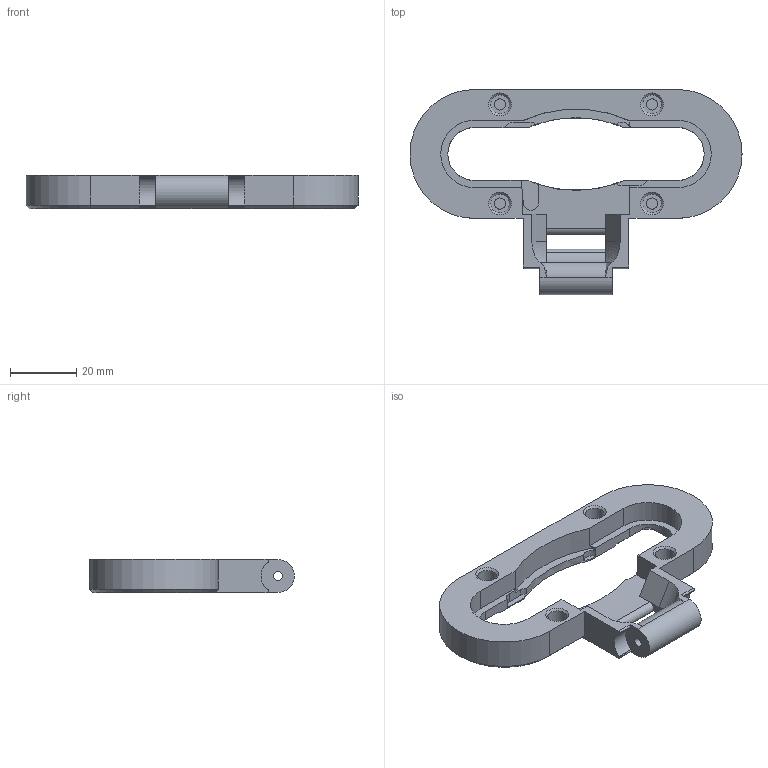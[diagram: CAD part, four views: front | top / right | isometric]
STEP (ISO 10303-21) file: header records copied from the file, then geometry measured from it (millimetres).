
FILE_DESCRIPTION(('FreeCAD Model'),'2;1');
FILE_NAME('Open CASCADE Shape Model','2024-06-21T08:35:39',(''),(''), 'Open CASCADE STEP processor 7.6','FreeCAD','Unknown');
FILE_SCHEMA(('AUTOMOTIVE_DESIGN { 1 0 10303 214 1 1 1 1 }'));
Length unit declared in the file: millimetre
Products named in the file (1): BacksideFreeCut
Bounding box: 100.4 x 62 x 10 mm (x, y, z)
Volume: 20803.4 mm3; surface area: 11443 mm2
Topology: 1 solids, 1 shells, 135 faces, 349 edges, 230 vertices
Faces by surface type: plane 69, cylinder 46, cone 14, bspline 6
Full cylindrical faces by diameter (mm): 2.7 x1, 3.4 x4, 5.7 x4, 6.1 x8
Entity records: 4506 total; most frequent: CARTESIAN_POINT 1099, DIRECTION 717, ORIENTED_EDGE 698, EDGE_CURVE 349, AXIS2_PLACEMENT_3D 259, VERTEX_POINT 230, LINE 199, VECTOR 199
